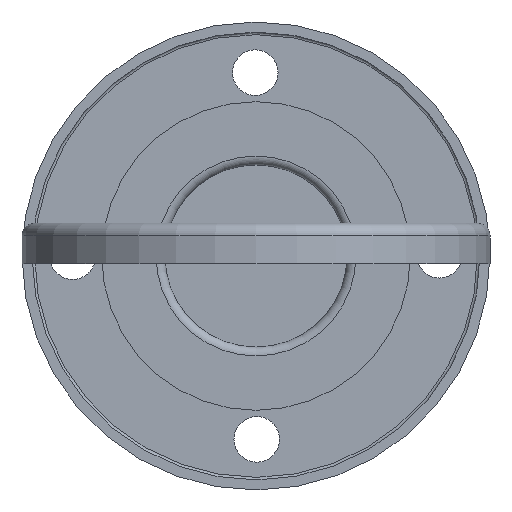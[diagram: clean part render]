
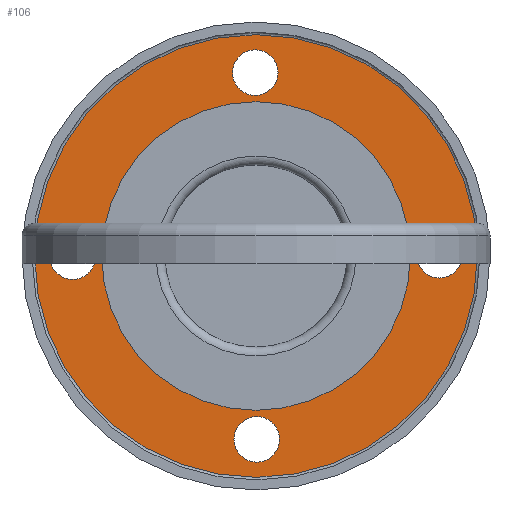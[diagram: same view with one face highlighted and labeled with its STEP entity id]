
A CAD part, front view. The second image highlights one B-rep face of the part: STEP entity #106.
In plain terms, the highlighted face is planar.
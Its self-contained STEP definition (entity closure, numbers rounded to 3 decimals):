
#106 = ADVANCED_FACE( '', ( #241, #242, #243, #244, #245, #246 ), #247, .F. );
#241 = FACE_BOUND( '', #405, .T. );
#242 = FACE_BOUND( '', #406, .T. );
#243 = FACE_BOUND( '', #407, .T. );
#244 = FACE_BOUND( '', #408, .T. );
#245 = FACE_BOUND( '', #409, .T. );
#246 = FACE_OUTER_BOUND( '', #410, .T. );
#247 = PLANE( '', #411 );
#405 = EDGE_LOOP( '', ( #598 ) );
#406 = EDGE_LOOP( '', ( #599 ) );
#407 = EDGE_LOOP( '', ( #600 ) );
#408 = EDGE_LOOP( '', ( #601 ) );
#409 = EDGE_LOOP( '', ( #602 ) );
#410 = EDGE_LOOP( '', ( #603 ) );
#411 = AXIS2_PLACEMENT_3D( '', #604, #605, #606 );
#598 = ORIENTED_EDGE( '', *, *, #755, .T. );
#599 = ORIENTED_EDGE( '', *, *, #709, .T. );
#600 = ORIENTED_EDGE( '', *, *, #724, .T. );
#601 = ORIENTED_EDGE( '', *, *, #737, .T. );
#602 = ORIENTED_EDGE( '', *, *, #756, .F. );
#603 = ORIENTED_EDGE( '', *, *, #718, .T. );
#604 = CARTESIAN_POINT( '', ( -77.5, 0., 8.93 ) );
#605 = DIRECTION( '', ( 0., 0., 1. ) );
#606 = DIRECTION( '', ( 1., 0., 0. ) );
#709 = EDGE_CURVE( '', #784, #784, #785, .T. );
#718 = EDGE_CURVE( '', #799, #799, #800, .F. );
#724 = EDGE_CURVE( '', #809, #809, #810, .T. );
#737 = EDGE_CURVE( '', #831, #831, #832, .T. );
#755 = EDGE_CURVE( '', #858, #858, #859, .T. );
#756 = EDGE_CURVE( '', #860, #860, #861, .F. );
#784 = VERTEX_POINT( '', #898 );
#785 = CIRCLE( '', #899, 9. );
#799 = VERTEX_POINT( '', #913 );
#800 = CIRCLE( '', #914, 87.5 );
#809 = VERTEX_POINT( '', #923 );
#810 = CIRCLE( '', #924, 9. );
#831 = VERTEX_POINT( '', #945 );
#832 = CIRCLE( '', #946, 9. );
#858 = VERTEX_POINT( '', #972 );
#859 = CIRCLE( '', #973, 9. );
#860 = VERTEX_POINT( '', #974 );
#861 = CIRCLE( '', #975, 59. );
#898 = CARTESIAN_POINT( '', ( 9., 72.5, 8.93 ) );
#899 = AXIS2_PLACEMENT_3D( '', #1011, #1012, #1013 );
#913 = CARTESIAN_POINT( '', ( 87.5, 0., 8.93 ) );
#914 = AXIS2_PLACEMENT_3D( '', #1029, #1030, #1031 );
#923 = CARTESIAN_POINT( '', ( 81.5, 0., 8.93 ) );
#924 = AXIS2_PLACEMENT_3D( '', #1041, #1042, #1043 );
#945 = CARTESIAN_POINT( '', ( -63.5, 0., 8.93 ) );
#946 = AXIS2_PLACEMENT_3D( '', #1068, #1069, #1070 );
#972 = CARTESIAN_POINT( '', ( 9., -72.5, 8.93 ) );
#973 = AXIS2_PLACEMENT_3D( '', #1095, #1096, #1097 );
#974 = CARTESIAN_POINT( '', ( 59., 0., 8.93 ) );
#975 = AXIS2_PLACEMENT_3D( '', #1098, #1099, #1100 );
#1011 = CARTESIAN_POINT( '', ( 0., 72.5, 8.93 ) );
#1012 = DIRECTION( '', ( 0., 0., 1. ) );
#1013 = DIRECTION( '', ( 1., 0., 0. ) );
#1029 = CARTESIAN_POINT( '', ( 0., 0., 8.93 ) );
#1030 = DIRECTION( '', ( 0., 0., 1. ) );
#1031 = DIRECTION( '', ( 1., 0., 0. ) );
#1041 = CARTESIAN_POINT( '', ( 72.5, 0., 8.93 ) );
#1042 = DIRECTION( '', ( 0., 0., 1. ) );
#1043 = DIRECTION( '', ( 1., 0., 0. ) );
#1068 = CARTESIAN_POINT( '', ( -72.5, 0., 8.93 ) );
#1069 = DIRECTION( '', ( 0., 0., 1. ) );
#1070 = DIRECTION( '', ( 1., 0., 0. ) );
#1095 = CARTESIAN_POINT( '', ( 0., -72.5, 8.93 ) );
#1096 = DIRECTION( '', ( 0., 0., 1. ) );
#1097 = DIRECTION( '', ( 1., 0., 0. ) );
#1098 = CARTESIAN_POINT( '', ( 0., 0., 8.93 ) );
#1099 = DIRECTION( '', ( 0., 0., 1. ) );
#1100 = DIRECTION( '', ( 1., 0., 0. ) );
